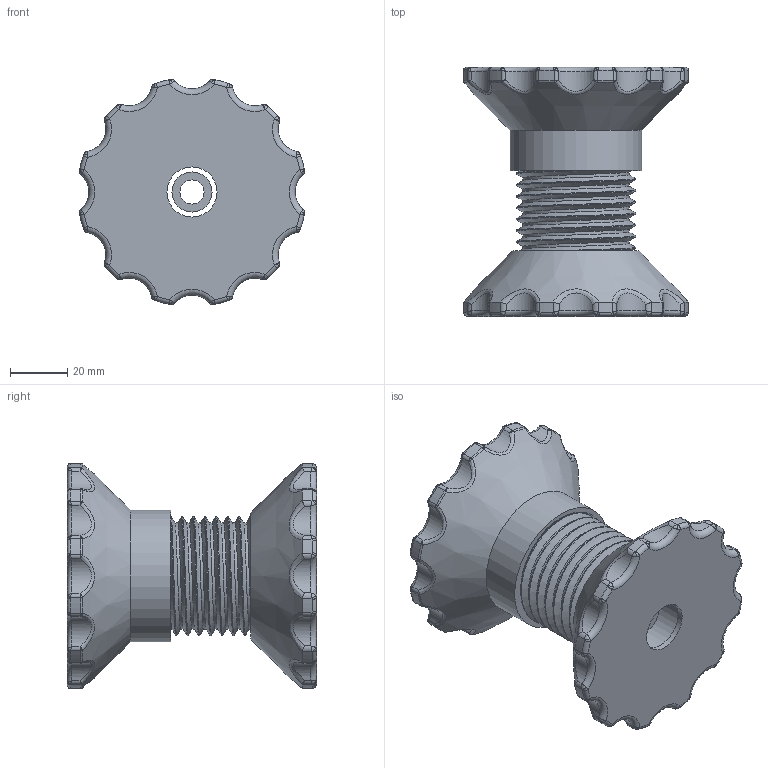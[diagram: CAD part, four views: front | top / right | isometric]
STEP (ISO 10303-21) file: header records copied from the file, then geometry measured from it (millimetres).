
FILE_DESCRIPTION(/* description */ (''),/* implementation_level */ '2;1');
FILE_NAME(/* name */ 'M8_spool_holder v7.step',/* time_stamp */ '2020-09-24T11:12:11-07:00',/* author */ (''),/* organization */ (''),/* preprocessor_version */ 'ST-DEVELOPER v18.1',/* originating_system */ 'Autodesk Translation Framework v9.3.0.1241',/* authorisation */ '');
FILE_SCHEMA (('AUTOMOTIVE_DESIGN { 1 0 10303 214 3 1 1 }'));
Length unit declared in the file: millimetre
Products named in the file (5): M8_spool_holder; Base; Core; Nut; Spacer
Assembly tree (4 placements, depth 2):
  M8_spool_holder
    Base
    Core
    Nut
    Spacer
Bounding box: 78.64 x 87 x 78.64 mm (x, y, z)
Volume: 150443.1 mm3; surface area: 57211.6 mm2
Topology: 4 solids, 4 shells, 425 faces, 1092 edges, 607 vertices
Faces by surface type: bspline 176, cylinder 169, torus 60, plane 14, cone 6
Full cylindrical faces by diameter (mm): 8.4 x1, 14 x1, 17.5 x2, 22.4 x2, 28.753 x3, 29.491 x5, 32.755 x4, 33.392 x5, 37.132 x12, 37.97 x5, 41.703 x12, 42.439 x5, 46 x1
Entity records: 28003 total; most frequent: CARTESIAN_POINT 19384, ORIENTED_EDGE 2040, DIRECTION 1314, EDGE_CURVE 1020, VERTEX_POINT 607, AXIS2_PLACEMENT_3D 573, B_SPLINE_CURVE_WITH_KNOTS 538, EDGE_LOOP 437
